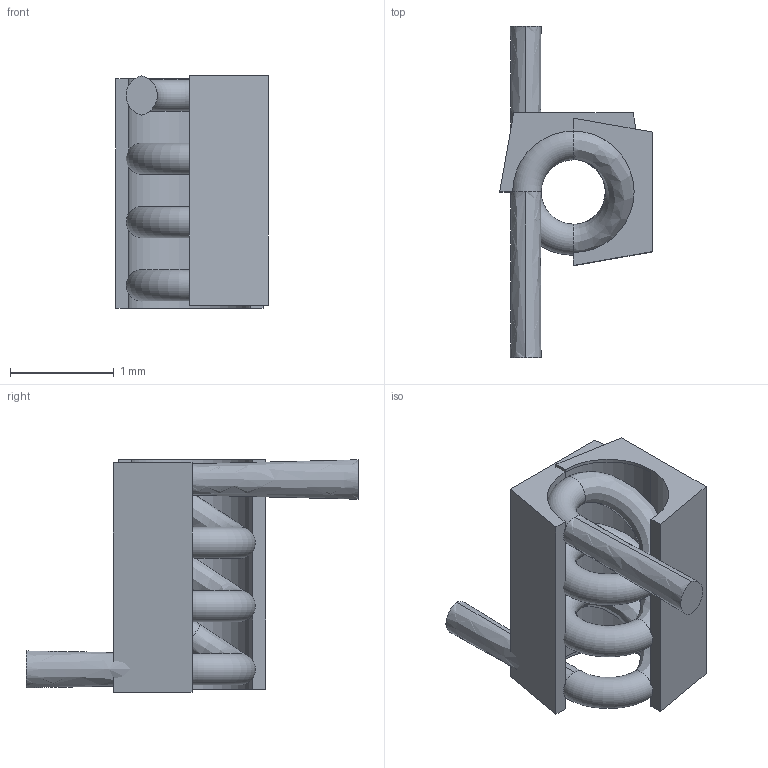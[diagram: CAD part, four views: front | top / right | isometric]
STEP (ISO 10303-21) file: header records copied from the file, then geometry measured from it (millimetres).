
FILE_DESCRIPTION( ( 'Unknown' ), '1' );
FILE_NAME( '292ARxxx.stp', 'Unknown', ( 'Unknown' ), ( 'Unknown' ), 'PSStep 14.0', 'Unknown', ' ' );
FILE_SCHEMA( ( 'AUTOMOTIVE_DESIGN { 1 0 10303 214 1 1 1 1 }' ) );
Length unit declared in the file: millimetre
Products named in the file (3): Assem1; coil; cap
Bounding box: 1.47 x 3.2 x 2.24 mm (x, y, z)
Volume: 3.7 mm3; surface area: 46.7 mm2
Topology: 4 solids, 4 shells, 44 faces, 92 edges, 56 vertices
Faces by surface type: plane 18, bspline 16, torus 8, cylinder 2
Entity records: 1356 total; most frequent: CARTESIAN_POINT 753, ORIENTED_EDGE 74, DIRECTION 68, EDGE_CURVE 37, FACE_OUTER_BOUND 30, EDGE_LOOP 30, VERTEX_POINT 27, AXIS2_PLACEMENT_3D 26
